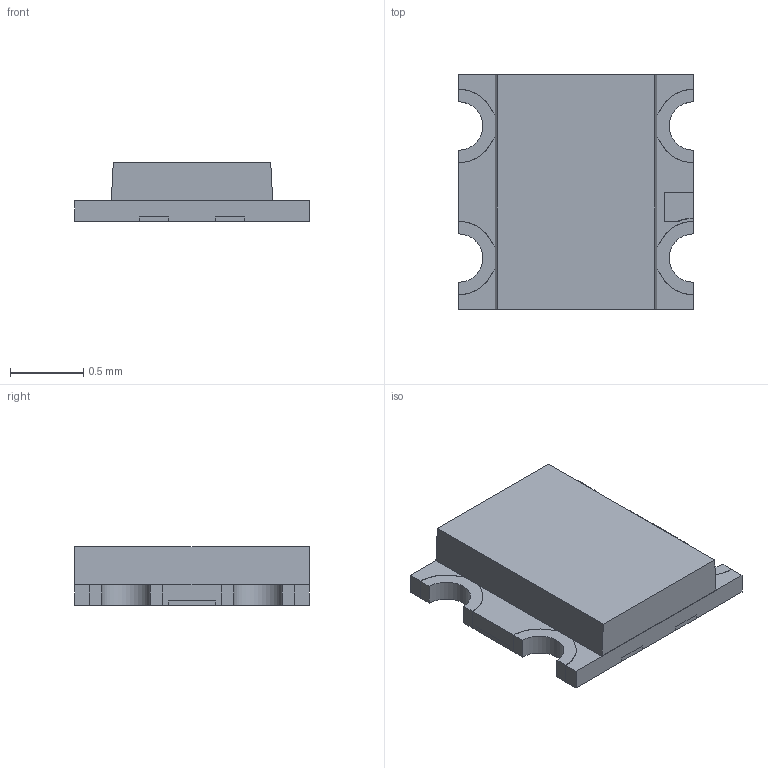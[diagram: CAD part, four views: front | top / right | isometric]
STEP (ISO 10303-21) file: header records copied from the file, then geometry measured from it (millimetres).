
FILE_DESCRIPTION(/* description */ ('Unknown'),/* implementation_level */ '2;1');
FILE_NAME(/* name */ '150066M153000',/* time_stamp */ '2026-03-06T08:44:19+08:00',/* author */ ('Unknown'),/* organization */ ('Unknown'),/* preprocessor_version */ 'ST-DEVELOPER v19.4',/* originating_system */ 'Solid Edge',/* authorisation */ 'Unknown');
FILE_SCHEMA (('AUTOMOTIVE_DESIGN {1 0 10303 214 3 1 1}'));
Length unit declared in the file: millimetre
Products named in the file (5): 150066M153000; body; pole; contact; lense
Assembly tree (4 placements, depth 2):
  150066M153000
    body
    pole
    contact
    lense
Bounding box: 1.6 x 1.6 x 0.4 mm (x, y, z)
Volume: 0.8 mm3; surface area: 17.3 mm2
Topology: 10 solids, 10 shells, 342 faces, 958 edges, 636 vertices
Faces by surface type: plane 226, cylinder 116
Entity records: 11152 total; most frequent: CARTESIAN_POINT 1941, ORIENTED_EDGE 1916, DIRECTION 1884, EDGE_CURVE 958, LINE 726, VECTOR 726, VERTEX_POINT 636, AXIS2_PLACEMENT_3D 579
